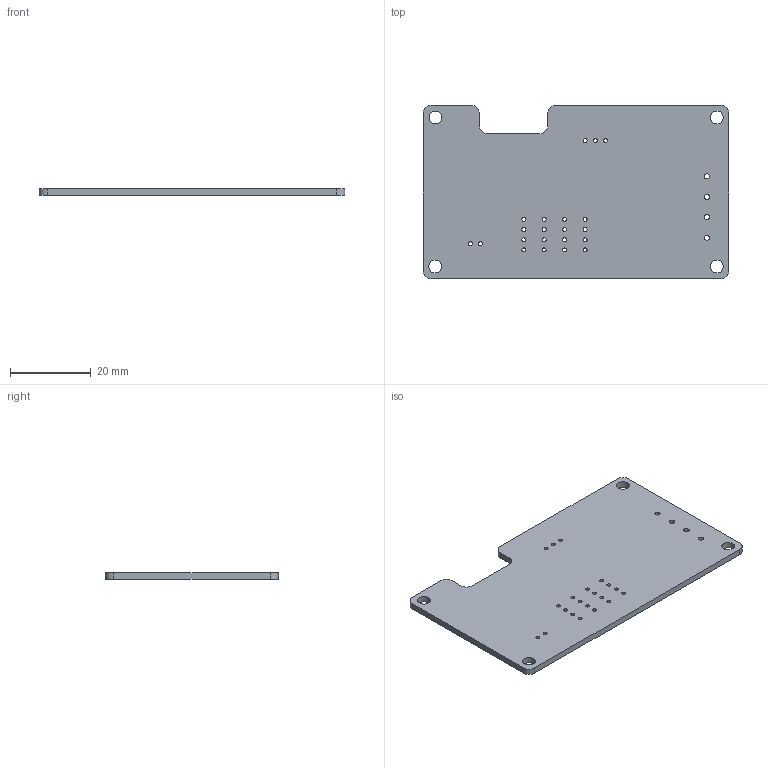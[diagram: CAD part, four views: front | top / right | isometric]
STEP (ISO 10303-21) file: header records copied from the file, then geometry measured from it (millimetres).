
FILE_DESCRIPTION(('KiCad electronic assembly'),'2;1');
FILE_NAME('WiLC.step','2022-01-14T13:27:20',('Pcbnew'),('Kicad'), 'Open CASCADE STEP processor 7.5','KiCad to STEP converter','Unknown' );
FILE_SCHEMA(('AUTOMOTIVE_DESIGN { 1 0 10303 214 1 1 1 1 }'));
Length unit declared in the file: millimetre
Products named in the file (2): WiLC 1; WiLC PCB
Assembly tree (1 placements, depth 2):
  WiLC 1
    WiLC PCB
Bounding box: 76 x 43 x 1.6 mm (x, y, z)
Volume: 4946.6 mm3; surface area: 6771.4 mm2
Topology: 1 solids, 1 shells, 47 faces, 135 edges, 90 vertices
Faces by surface type: cylinder 37, plane 10
Full cylindrical faces by diameter (mm): 1 x21, 1.3 x4, 3.2 x4
Entity records: 3723 total; most frequent: CARTESIAN_POINT 988, DIRECTION 503, ORIENTED_EDGE 270, PCURVE 270, DEFINITIONAL_REPRESENTATION 270, LINE 257, VECTOR 257, EDGE_CURVE 135
